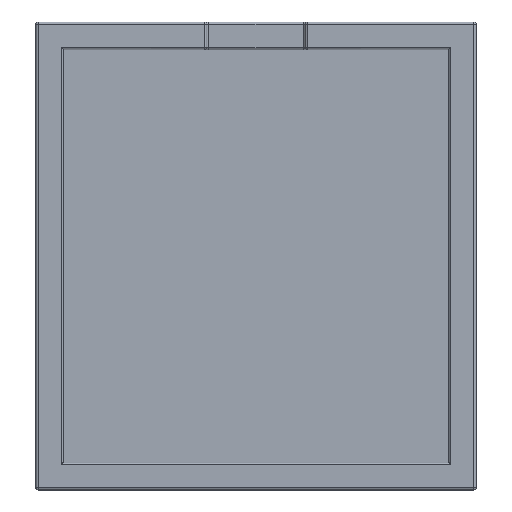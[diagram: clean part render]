
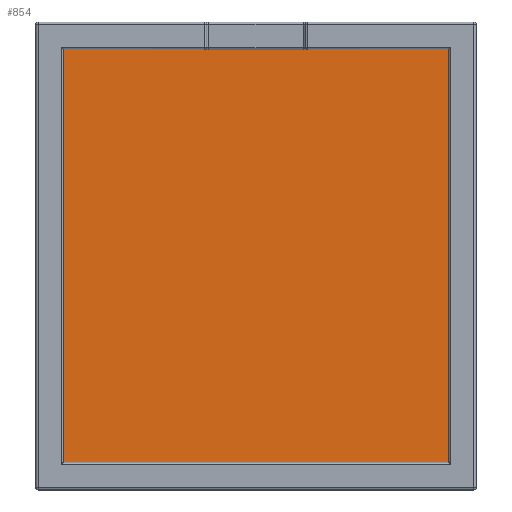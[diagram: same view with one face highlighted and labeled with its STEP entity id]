
A CAD part, top view. The second image highlights one B-rep face of the part: STEP entity #854.
In plain terms, the highlighted planar face has unit normal (0, 0, 1).
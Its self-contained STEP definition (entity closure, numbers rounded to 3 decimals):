
#28=PLANE('',#982);
#154=FACE_OUTER_BOUND('',#212,.T.);
#212=EDGE_LOOP('',(#765,#766,#767,#768));
#274=LINE('',#1498,#338);
#276=LINE('',#1511,#340);
#278=LINE('',#1515,#342);
#280=LINE('',#1518,#344);
#338=VECTOR('',#1244,10.);
#340=VECTOR('',#1266,10.);
#342=VECTOR('',#1270,10.);
#344=VECTOR('',#1274,10.);
#405=VERTEX_POINT('',#1495);
#406=VERTEX_POINT('',#1497);
#407=VERTEX_POINT('',#1510);
#408=VERTEX_POINT('',#1514);
#522=EDGE_CURVE('',#406,#405,#274,.T.);
#524=EDGE_CURVE('',#407,#406,#276,.T.);
#526=EDGE_CURVE('',#408,#407,#278,.T.);
#528=EDGE_CURVE('',#405,#408,#280,.T.);
#765=ORIENTED_EDGE('',*,*,#526,.T.);
#766=ORIENTED_EDGE('',*,*,#524,.T.);
#767=ORIENTED_EDGE('',*,*,#522,.T.);
#768=ORIENTED_EDGE('',*,*,#528,.T.);
#854=ADVANCED_FACE('',(#154),#28,.T.);
#982=AXIS2_PLACEMENT_3D('',#1519,#1275,#1276);
#1244=DIRECTION('',(-1.,0.,0.));
#1266=DIRECTION('',(0.,1.,0.));
#1270=DIRECTION('',(1.,0.,0.));
#1274=DIRECTION('',(0.,-1.,0.));
#1275=DIRECTION('center_axis',(0.,0.,1.));
#1276=DIRECTION('ref_axis',(1.,0.,0.));
#1495=CARTESIAN_POINT('',(-35.472,37.173,3.));
#1497=CARTESIAN_POINT('',(34.528,37.173,3.));
#1498=CARTESIAN_POINT('',(-35.472,37.173,3.));
#1510=CARTESIAN_POINT('',(34.528,-37.827,3.));
#1511=CARTESIAN_POINT('',(34.528,37.173,3.));
#1514=CARTESIAN_POINT('',(-35.472,-37.827,3.));
#1515=CARTESIAN_POINT('',(34.528,-37.827,3.));
#1518=CARTESIAN_POINT('',(-35.472,-37.827,3.));
#1519=CARTESIAN_POINT('Origin',(-0.472,-0.327,3.));
